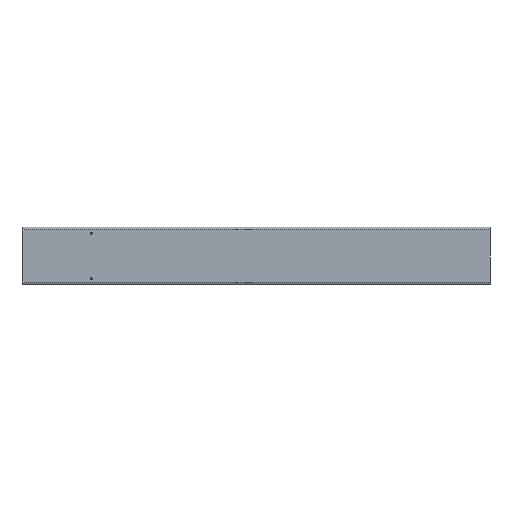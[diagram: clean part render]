
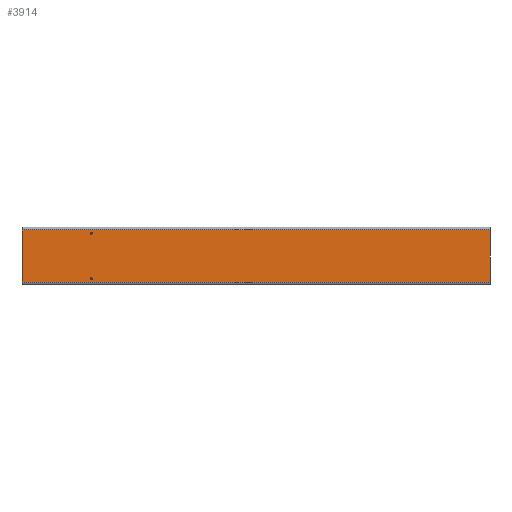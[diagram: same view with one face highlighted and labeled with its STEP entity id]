
A CAD part, front view. The second image highlights one B-rep face of the part: STEP entity #3914.
In plain terms, the highlighted planar face has unit normal (0, -1, 0).
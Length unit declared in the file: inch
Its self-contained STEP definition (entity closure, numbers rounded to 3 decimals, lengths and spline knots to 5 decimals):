
#22=LINE('',#6426,#74);
#23=LINE('',#6428,#75);
#24=LINE('',#6430,#76);
#25=LINE('',#6432,#77);
#26=LINE('',#6434,#78);
#27=LINE('',#6438,#79);
#74=VECTOR('',#5471,0.15);
#75=VECTOR('',#5472,27.);
#76=VECTOR('',#5473,3.02);
#77=VECTOR('',#5474,27.);
#78=VECTOR('',#5475,0.15);
#79=VECTOR('',#5478,2.52);
#121=PLANE('',#4436);
#306=FACE_BOUND('',#1154,.T.);
#307=FACE_BOUND('',#1155,.T.);
#797=FACE_OUTER_BOUND('',#1153,.T.);
#1153=EDGE_LOOP('',(#2942,#2943,#2944,#2945,#2946,#2947,#2948,#2949));
#1154=EDGE_LOOP('',(#2950));
#1155=EDGE_LOOP('',(#2951));
#1612=CIRCLE('',#4104,0.05);
#1614=CIRCLE('',#4107,0.05);
#1834=CIRCLE('',#4437,0.05);
#1835=CIRCLE('',#4438,0.05);
#1952=VERTEX_POINT('',#5857);
#1954=VERTEX_POINT('',#5862);
#2180=VERTEX_POINT('',#6424);
#2181=VERTEX_POINT('',#6425);
#2182=VERTEX_POINT('',#6427);
#2183=VERTEX_POINT('',#6429);
#2184=VERTEX_POINT('',#6431);
#2185=VERTEX_POINT('',#6433);
#2186=VERTEX_POINT('',#6435);
#2187=VERTEX_POINT('',#6437);
#2320=EDGE_CURVE('',#1952,#1952,#1612,.T.);
#2322=EDGE_CURVE('',#1954,#1954,#1614,.T.);
#2548=EDGE_CURVE('',#2180,#2181,#22,.T.);
#2549=EDGE_CURVE('',#2180,#2182,#23,.T.);
#2550=EDGE_CURVE('',#2183,#2182,#24,.T.);
#2551=EDGE_CURVE('',#2183,#2184,#25,.T.);
#2552=EDGE_CURVE('',#2185,#2184,#26,.T.);
#2553=EDGE_CURVE('',#2185,#2186,#1834,.T.);
#2554=EDGE_CURVE('',#2187,#2186,#27,.T.);
#2555=EDGE_CURVE('',#2187,#2181,#1835,.T.);
#2942=ORIENTED_EDGE('',*,*,#2548,.F.);
#2943=ORIENTED_EDGE('',*,*,#2549,.T.);
#2944=ORIENTED_EDGE('',*,*,#2550,.F.);
#2945=ORIENTED_EDGE('',*,*,#2551,.T.);
#2946=ORIENTED_EDGE('',*,*,#2552,.F.);
#2947=ORIENTED_EDGE('',*,*,#2553,.T.);
#2948=ORIENTED_EDGE('',*,*,#2554,.F.);
#2949=ORIENTED_EDGE('',*,*,#2555,.T.);
#2950=ORIENTED_EDGE('',*,*,#2320,.T.);
#2951=ORIENTED_EDGE('',*,*,#2322,.T.);
#3914=ADVANCED_FACE('',(#797,#306,#307),#121,.T.);
#4104=AXIS2_PLACEMENT_3D('',#5858,#4799,#4800);
#4107=AXIS2_PLACEMENT_3D('',#5863,#4805,#4806);
#4436=AXIS2_PLACEMENT_3D('',#6423,#5469,#5470);
#4437=AXIS2_PLACEMENT_3D('',#6436,#5476,#5477);
#4438=AXIS2_PLACEMENT_3D('',#6439,#5479,#5480);
#4799=DIRECTION('center_axis',(0.,1.,0.));
#4800=DIRECTION('ref_axis',(0.,0.,1.));
#4805=DIRECTION('center_axis',(0.,1.,0.));
#4806=DIRECTION('ref_axis',(0.,0.,1.));
#5469=DIRECTION('center_axis',(0.,-1.,0.));
#5470=DIRECTION('ref_axis',(0.,0.,-1.));
#5471=DIRECTION('',(0.,0.,1.));
#5472=DIRECTION('',(1.,0.,0.));
#5473=DIRECTION('',(0.,0.,-1.));
#5474=DIRECTION('',(-1.,0.,0.));
#5475=DIRECTION('',(0.,0.,1.));
#5476=DIRECTION('center_axis',(0.,1.,0.));
#5477=DIRECTION('ref_axis',(0.,0.,1.));
#5478=DIRECTION('',(0.,0.,1.));
#5479=DIRECTION('center_axis',(0.,1.,0.));
#5480=DIRECTION('ref_axis',(0.,0.,1.));
#5857=CARTESIAN_POINT('',(-3.78354,0.90124,5.42573));
#5858=CARTESIAN_POINT('Origin',(-3.78354,0.90124,5.37573));
#5862=CARTESIAN_POINT('',(-3.78354,0.90124,2.80573));
#5863=CARTESIAN_POINT('Origin',(-3.78354,0.90124,2.75573));
#6423=CARTESIAN_POINT('Origin',(-11.78354,0.90124,2.52573));
#6424=CARTESIAN_POINT('',(-7.78354,0.90124,2.55573));
#6425=CARTESIAN_POINT('',(-7.78354,0.90124,2.70573));
#6426=CARTESIAN_POINT('',(-7.78354,0.90124,5.73073));
#6427=CARTESIAN_POINT('',(19.21646,0.90124,2.55573));
#6428=CARTESIAN_POINT('',(-11.78354,0.90124,2.55573));
#6429=CARTESIAN_POINT('',(19.21646,0.90124,5.57573));
#6430=CARTESIAN_POINT('',(19.21646,0.90124,2.52573));
#6431=CARTESIAN_POINT('',(-7.78354,0.90124,5.57573));
#6432=CARTESIAN_POINT('',(19.21646,0.90124,5.57573));
#6433=CARTESIAN_POINT('',(-7.78354,0.90124,5.42573));
#6434=CARTESIAN_POINT('',(-7.78354,0.90124,5.73073));
#6435=CARTESIAN_POINT('',(-7.78354,0.90124,5.32573));
#6436=CARTESIAN_POINT('Origin',(-7.78354,0.90124,5.37573));
#6437=CARTESIAN_POINT('',(-7.78354,0.90124,2.80573));
#6438=CARTESIAN_POINT('',(-7.78354,0.90124,5.73073));
#6439=CARTESIAN_POINT('Origin',(-7.78354,0.90124,2.75573));
